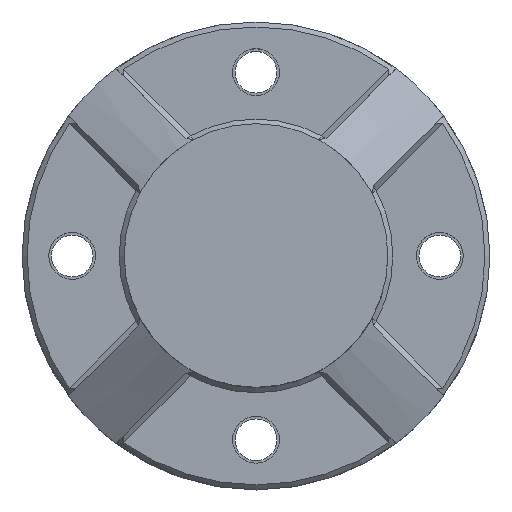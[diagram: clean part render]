
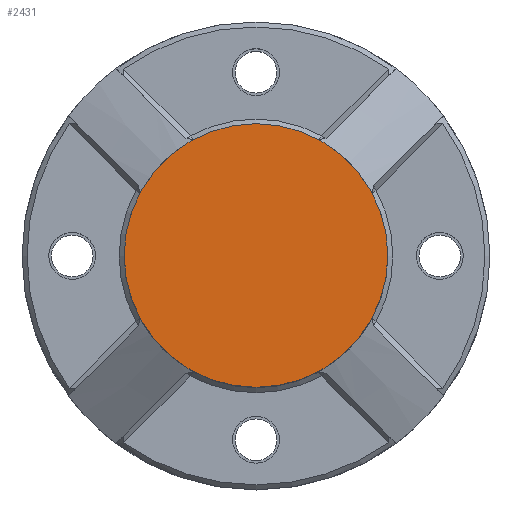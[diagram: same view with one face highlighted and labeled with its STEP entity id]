
A CAD part, top view. The second image highlights one B-rep face of the part: STEP entity #2431.
In plain terms, the highlighted planar face has unit normal (0, 0, 1).
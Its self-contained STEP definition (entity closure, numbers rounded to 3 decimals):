
#331=PLANE('',#2681);
#418=FACE_OUTER_BOUND('',#592,.T.);
#592=EDGE_LOOP('',(#2018));
#993=CIRCLE('',#2678,7.89);
#1130=VERTEX_POINT('',#3857);
#1444=EDGE_CURVE('',#1130,#1130,#993,.T.);
#2018=ORIENTED_EDGE('',*,*,#1444,.T.);
#2431=ADVANCED_FACE('',(#418),#331,.T.);
#2678=AXIS2_PLACEMENT_3D('',#3858,#3160,#3161);
#2681=AXIS2_PLACEMENT_3D('',#3864,#3167,#3168);
#3160=DIRECTION('center_axis',(0.,0.,1.));
#3161=DIRECTION('ref_axis',(1.,0.,0.));
#3167=DIRECTION('center_axis',(0.,0.,1.));
#3168=DIRECTION('ref_axis',(1.,0.,0.));
#3857=CARTESIAN_POINT('',(-7.89,0.,9.65));
#3858=CARTESIAN_POINT('Origin',(0.,0.,9.65));
#3864=CARTESIAN_POINT('Origin',(0.,0.,
9.65));
